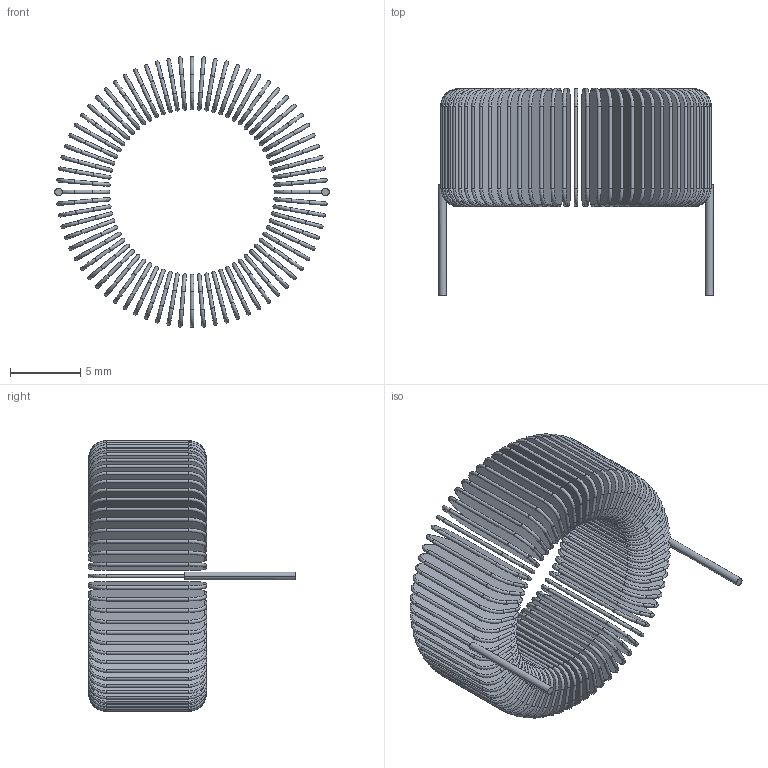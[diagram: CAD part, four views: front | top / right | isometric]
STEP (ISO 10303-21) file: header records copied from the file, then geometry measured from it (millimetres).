
FILE_DESCRIPTION((''),'2;1');
FILE_NAME('2112-V-RC','2012-08-10T',('ryans'),('Bourns, Inc.'),'PRO/ENGINEER BY PARAMETRIC TECHNOLOGY CORPORATION, 2010100','PRO/ENGINEER BY PARAMETRIC TECHNOLOGY CORPORATION, 2010100','');
FILE_SCHEMA(('CONFIG_CONTROL_DESIGN'));
Length unit declared in the file: inch
Products named in the file (1): 2112-V-RC
Bounding box: 19.61 x 14.78 x 19.35 mm (x, y, z)
Volume: 554.9 mm3; surface area: 4685.1 mm2
Topology: 72 solids, 72 shells, 728 faces, 1752 edges, 1168 vertices
Faces by surface type: cylinder 292, torus 288, plane 148
Entity records: 21810 total; most frequent: DIRECTION 4364, CARTESIAN_POINT 3692, ORIENTED_EDGE 3504, AXIS2_PLACEMENT_3D 1888, EDGE_CURVE 1752, VERTEX_POINT 1168, CIRCLE 1160, EDGE_LOOP 728
